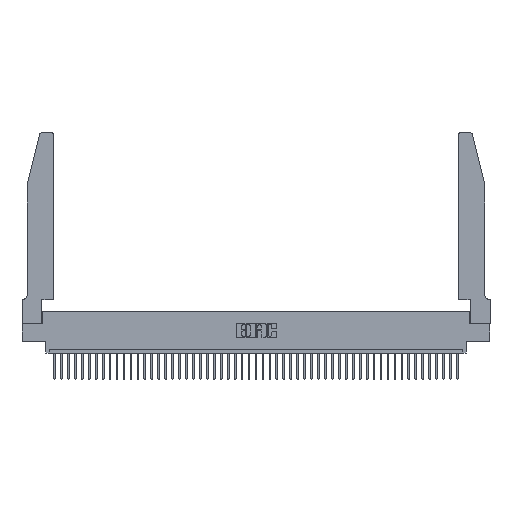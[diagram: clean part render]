
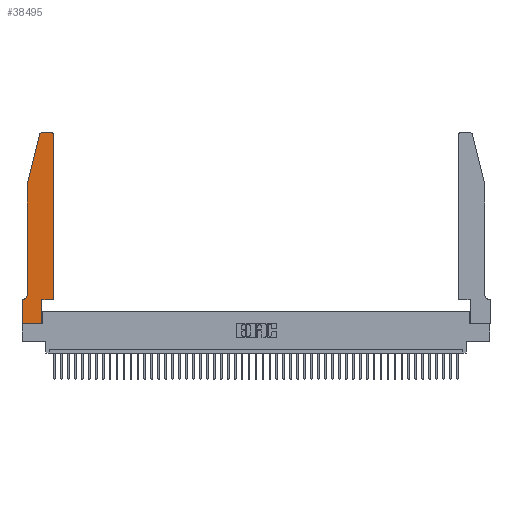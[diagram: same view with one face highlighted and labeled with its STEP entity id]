
A CAD part, top view. The second image highlights one B-rep face of the part: STEP entity #38495.
In plain terms, the highlighted planar face has unit normal (0, 0, 1).
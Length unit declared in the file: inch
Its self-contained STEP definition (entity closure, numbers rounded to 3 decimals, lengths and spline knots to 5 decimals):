
#668 = CARTESIAN_POINT ( 'NONE',  ( 0.0055, 0.42, 0.37 ) ) ;
#2195 = ORIENTED_EDGE ( 'NONE', *, *, #11510, .T. ) ;
#3875 = LINE ( 'NONE', #15396, #19770 ) ;
#4050 = VECTOR ( 'NONE', #8820, 39.37008 ) ;
#4072 = LINE ( 'NONE', #7429, #28421 ) ;
#5195 = CIRCLE ( 'NONE', #5569, 0.03 ) ;
#5411 = CARTESIAN_POINT ( 'NONE',  ( 0.4505, 2.72, 0.37 ) ) ;
#5569 = AXIS2_PLACEMENT_3D ( 'NONE', #20009, #16980, #45408 ) ;
#5635 = EDGE_CURVE ( 'NONE', #8836, #34631, #5195, .T. ) ;
#6255 = LINE ( 'NONE', #11969, #27198 ) ;
#7186 = ORIENTED_EDGE ( 'NONE', *, *, #32363, .T. ) ;
#7429 = CARTESIAN_POINT ( 'NONE',  ( 0.0755, 2., 0.37 ) ) ;
#7705 = CARTESIAN_POINT ( 'NONE',  ( 0.4205, 2.75, 0.37 ) ) ;
#8308 = DIRECTION ( 'NONE',  ( -0.239, -0.971, 0. ) ) ;
#8820 = DIRECTION ( 'NONE',  ( 0., 1., 0. ) ) ;
#8836 = VERTEX_POINT ( 'NONE', #44476 ) ;
#9150 = DIRECTION ( 'NONE',  ( 0., -1., 0. ) ) ;
#10168 = CARTESIAN_POINT ( 'NONE',  ( 0.0755, 0.35, 0.37 ) ) ;
#11510 = EDGE_CURVE ( 'NONE', #41645, #23125, #4072, .T. ) ;
#11687 = CARTESIAN_POINT ( 'NONE',  ( 0., 0., 0.37 ) ) ;
#11964 = CARTESIAN_POINT ( 'NONE',  ( 0.25487, 2.72718, 0.37 ) ) ;
#11969 = CARTESIAN_POINT ( 'NONE',  ( 0.2605, 2.75, 0.37 ) ) ;
#12131 = CIRCLE ( 'NONE', #21676, 0.07 ) ;
#12872 = VECTOR ( 'NONE', #28029, 39.37008 ) ;
#13093 = EDGE_CURVE ( 'NONE', #15537, #8836, #6255, .T. ) ;
#13405 = DIRECTION ( 'NONE',  ( 1., 0., 0. ) ) ;
#13415 = ORIENTED_EDGE ( 'NONE', *, *, #37286, .T. ) ;
#13655 = CARTESIAN_POINT ( 'NONE',  ( 0.0755, 0.42, 0.37 ) ) ;
#13665 = LINE ( 'NONE', #30508, #4050 ) ;
#13687 = VERTEX_POINT ( 'NONE', #5411 ) ;
#14871 = DIRECTION ( 'NONE',  ( 0., 1., 0. ) ) ;
#15250 = EDGE_CURVE ( 'NONE', #18312, #42265, #16580, .T. ) ;
#15396 = CARTESIAN_POINT ( 'NONE',  ( 0.0755, 2., 0.37 ) ) ;
#15537 = VERTEX_POINT ( 'NONE', #7705 ) ;
#15578 = ORIENTED_EDGE ( 'NONE', *, *, #30472, .T. ) ;
#15823 = FACE_OUTER_BOUND ( 'NONE', #41936, .T. ) ;
#16149 = ORIENTED_EDGE ( 'NONE', *, *, #26414, .T. ) ;
#16295 = VERTEX_POINT ( 'NONE', #11687 ) ;
#16580 = LINE ( 'NONE', #36092, #46104 ) ;
#16737 = CARTESIAN_POINT ( 'NONE',  ( 0., 0., 0.37 ) ) ;
#16980 = DIRECTION ( 'NONE',  ( 0., 0., 1. ) ) ;
#18106 = EDGE_CURVE ( 'NONE', #21545, #16295, #32200, .T. ) ;
#18312 = VERTEX_POINT ( 'NONE', #21305 ) ;
#18485 = DIRECTION ( 'NONE',  ( 0., -1., 0. ) ) ;
#18550 = VECTOR ( 'NONE', #36764, 39.37008 ) ;
#19770 = VECTOR ( 'NONE', #8308, 39.37008 ) ;
#20009 = CARTESIAN_POINT ( 'NONE',  ( 0.284, 2.72, 0.37 ) ) ;
#20216 = ORIENTED_EDGE ( 'NONE', *, *, #13093, .T. ) ;
#20866 = LINE ( 'NONE', #10168, #12872 ) ;
#21305 = CARTESIAN_POINT ( 'NONE',  ( 0.2865, 0.35, 0.37 ) ) ;
#21529 = ORIENTED_EDGE ( 'NONE', *, *, #5635, .T. ) ;
#21545 = VERTEX_POINT ( 'NONE', #33305 ) ;
#21676 = AXIS2_PLACEMENT_3D ( 'NONE', #668, #22684, #29647 ) ;
#22184 = CARTESIAN_POINT ( 'NONE',  ( 0.2865, 0.35, 0.37 ) ) ;
#22231 = AXIS2_PLACEMENT_3D ( 'NONE', #28273, #35327, #13405 ) ;
#22684 = DIRECTION ( 'NONE',  ( 0., 0., -1. ) ) ;
#22722 = VERTEX_POINT ( 'NONE', #28759 ) ;
#23125 = VERTEX_POINT ( 'NONE', #13655 ) ;
#23188 = LINE ( 'NONE', #22184, #46330 ) ;
#25625 = DIRECTION ( 'NONE',  ( 0., 0., 1. ) ) ;
#25950 = CARTESIAN_POINT ( 'NONE',  ( 0., 0., 0.37 ) ) ;
#26250 = EDGE_CURVE ( 'NONE', #44106, #21545, #20866, .T. ) ;
#26414 = EDGE_CURVE ( 'NONE', #22722, #18312, #23188, .T. ) ;
#27198 = VECTOR ( 'NONE', #37350, 39.37008 ) ;
#28029 = DIRECTION ( 'NONE',  ( -1., 0., 0. ) ) ;
#28171 = ORIENTED_EDGE ( 'NONE', *, *, #31797, .T. ) ;
#28273 = CARTESIAN_POINT ( 'NONE',  ( 0., 0.35, 0.37 ) ) ;
#28421 = VECTOR ( 'NONE', #18485, 39.37008 ) ;
#28759 = CARTESIAN_POINT ( 'NONE',  ( 0.2865, 0., 0.37 ) ) ;
#29647 = DIRECTION ( 'NONE',  ( -1., 0., 0. ) ) ;
#30395 = CARTESIAN_POINT ( 'NONE',  ( 0.0755, 2., 0.37 ) ) ;
#30472 = EDGE_CURVE ( 'NONE', #13687, #15537, #32352, .T. ) ;
#30508 = CARTESIAN_POINT ( 'NONE',  ( 0.4505, 0.35, 0.37 ) ) ;
#31139 = CARTESIAN_POINT ( 'NONE',  ( 0.0055, 0.35, 0.37 ) ) ;
#31797 = EDGE_CURVE ( 'NONE', #34631, #41645, #3875, .T. ) ;
#32200 = LINE ( 'NONE', #16737, #40138 ) ;
#32352 = CIRCLE ( 'NONE', #35088, 0.03 ) ;
#32363 = EDGE_CURVE ( 'NONE', #16295, #22722, #38962, .T. ) ;
#32950 = DIRECTION ( 'NONE',  ( 1., 0., 0. ) ) ;
#33305 = CARTESIAN_POINT ( 'NONE',  ( 0., 0.35, 0.37 ) ) ;
#34450 = ORIENTED_EDGE ( 'NONE', *, *, #18106, .T. ) ;
#34631 = VERTEX_POINT ( 'NONE', #11964 ) ;
#35088 = AXIS2_PLACEMENT_3D ( 'NONE', #43719, #25625, #32950 ) ;
#35327 = DIRECTION ( 'NONE',  ( 0., 0., 1. ) ) ;
#35790 = PLANE ( 'NONE',  #22231 ) ;
#36092 = CARTESIAN_POINT ( 'NONE',  ( 0.4505, 0.35, 0.37 ) ) ;
#36703 = DIRECTION ( 'NONE',  ( 1., 0., 0. ) ) ;
#36764 = DIRECTION ( 'NONE',  ( 1., 0., 0. ) ) ;
#37286 = EDGE_CURVE ( 'NONE', #42265, #13687, #13665, .T. ) ;
#37350 = DIRECTION ( 'NONE',  ( -1., 0., 0. ) ) ;
#38495 = ADVANCED_FACE ( 'NONE', ( #15823 ), #35790, .T. ) ;
#38962 = LINE ( 'NONE', #25950, #18550 ) ;
#40138 = VECTOR ( 'NONE', #9150, 39.37008 ) ;
#40457 = ORIENTED_EDGE ( 'NONE', *, *, #41222, .T. ) ;
#41222 = EDGE_CURVE ( 'NONE', #23125, #44106, #12131, .T. ) ;
#41645 = VERTEX_POINT ( 'NONE', #30395 ) ;
#41932 = CARTESIAN_POINT ( 'NONE',  ( 0.4505, 0.35, 0.37 ) ) ;
#41936 = EDGE_LOOP ( 'NONE', ( #20216, #21529, #28171, #2195, #40457, #45589, #34450, #7186, #16149, #42929, #13415, #15578 ) ) ;
#42265 = VERTEX_POINT ( 'NONE', #41932 ) ;
#42929 = ORIENTED_EDGE ( 'NONE', *, *, #15250, .T. ) ;
#43719 = CARTESIAN_POINT ( 'NONE',  ( 0.4205, 2.72, 0.37 ) ) ;
#44106 = VERTEX_POINT ( 'NONE', #31139 ) ;
#44476 = CARTESIAN_POINT ( 'NONE',  ( 0.284, 2.75, 0.37 ) ) ;
#45408 = DIRECTION ( 'NONE',  ( 1., 0., 0. ) ) ;
#45589 = ORIENTED_EDGE ( 'NONE', *, *, #26250, .T. ) ;
#46104 = VECTOR ( 'NONE', #36703, 39.37008 ) ;
#46330 = VECTOR ( 'NONE', #14871, 39.37008 ) ;
